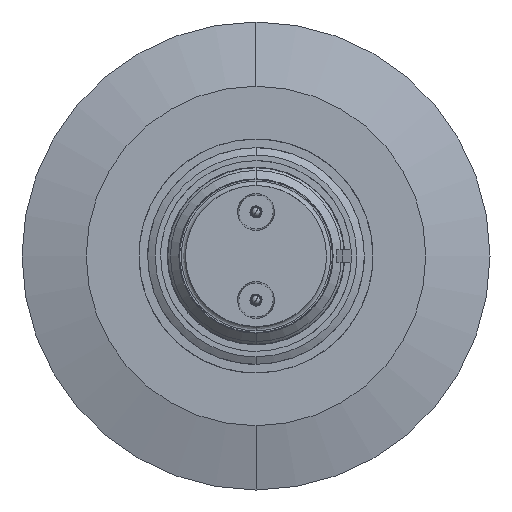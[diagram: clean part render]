
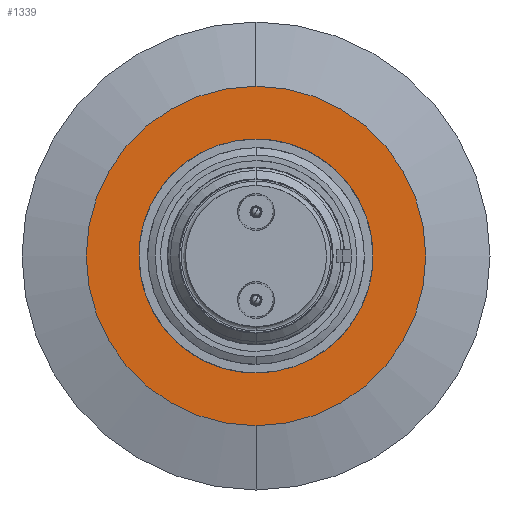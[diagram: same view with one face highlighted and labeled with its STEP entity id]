
A CAD part, front view. The second image highlights one B-rep face of the part: STEP entity #1339.
In plain terms, the highlighted planar face has unit normal (0, -1, 0).
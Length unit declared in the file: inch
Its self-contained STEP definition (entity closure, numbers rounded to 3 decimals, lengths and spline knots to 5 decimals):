
#1339 = ADVANCED_FACE ( 'NONE', ( #8664, #8665 ), #8666, .F. ) ;
#2555 = CARTESIAN_POINT ( 'NONE',  ( -0.96553, 0.66832, 0.20278 ) ) ;
#2861 = AXIS2_PLACEMENT_3D ( 'NONE', #10379, #10380, #10381 ) ;
#2863 = CIRCLE ( 'NONE', #2861, 0.78394 ) ;
#2984 = AXIS2_PLACEMENT_3D ( 'NONE', #9485, #9486, #9487 ) ;
#2991 = CIRCLE ( 'NONE', #2984, 0.78394 ) ;
#3375 = AXIS2_PLACEMENT_3D ( 'NONE', #11427, #11428, #11429 ) ;
#3407 = CIRCLE ( 'NONE', #3485, 0.3735 ) ;
#3431 = CIRCLE ( 'NONE', #3375, 0.3735 ) ;
#3480 = AXIS2_PLACEMENT_3D ( 'NONE', #8660, #8668, #8669 ) ;
#3485 = AXIS2_PLACEMENT_3D ( 'NONE', #11434, #11435, #11436 ) ;
#4609 = EDGE_LOOP ( 'NONE', ( #6997, #6998 ) ) ;
#4702 = EDGE_LOOP ( 'NONE', ( #6999, #7000 ) ) ;
#5632 = EDGE_CURVE ( 'NONE', #8403, #8392, #3431, .T. ) ;
#5635 = EDGE_CURVE ( 'NONE', #8392, #8403, #3407, .T. ) ;
#6065 = VERTEX_POINT ( 'NONE', #2555 ) ;
#6997 = ORIENTED_EDGE ( 'NONE', *, *, #5632, .F. ) ;
#6998 = ORIENTED_EDGE ( 'NONE', *, *, #5635, .F. ) ;
#6999 = ORIENTED_EDGE ( 'NONE', *, *, #9223, .F. ) ;
#7000 = ORIENTED_EDGE ( 'NONE', *, *, #9356, .F. ) ;
#7853 = VERTEX_POINT ( 'NONE', #10809 ) ;
#8392 = VERTEX_POINT ( 'NONE', #10894 ) ;
#8403 = VERTEX_POINT ( 'NONE', #10908 ) ;
#8660 = CARTESIAN_POINT ( 'NONE',  ( -0.96553, 0.66832, 0.98672 ) ) ;
#8664 = FACE_BOUND ( 'NONE', #4609, .T. ) ;
#8665 = FACE_OUTER_BOUND ( 'NONE', #4702, .T. ) ;
#8666 = PLANE ( 'NONE',  #3480 ) ;
#8668 = DIRECTION ( 'NONE',  ( 0., 1., 0. ) ) ;
#8669 = DIRECTION ( 'NONE',  ( -1., 0., 0. ) ) ;
#9223 = EDGE_CURVE ( 'NONE', #7853, #6065, #2991, .T. ) ;
#9356 = EDGE_CURVE ( 'NONE', #6065, #7853, #2863, .T. ) ;
#9485 = CARTESIAN_POINT ( 'NONE',  ( -0.96553, 0.66832, 0.98672 ) ) ;
#9486 = DIRECTION ( 'NONE',  ( 0., 1., 0. ) ) ;
#9487 = DIRECTION ( 'NONE',  ( 0., 0., 1. ) ) ;
#10379 = CARTESIAN_POINT ( 'NONE',  ( -0.96553, 0.66832, 0.98672 ) ) ;
#10380 = DIRECTION ( 'NONE',  ( 0., 1., 0. ) ) ;
#10381 = DIRECTION ( 'NONE',  ( 0., 0., 1. ) ) ;
#10809 = CARTESIAN_POINT ( 'NONE',  ( -0.96553, 0.66832, 1.77065 ) ) ;
#10894 = CARTESIAN_POINT ( 'NONE',  ( -0.96553, 0.66832, 1.36022 ) ) ;
#10908 = CARTESIAN_POINT ( 'NONE',  ( -0.96553, 0.66832, 0.61322 ) ) ;
#11427 = CARTESIAN_POINT ( 'NONE',  ( -0.96553, 0.66832, 0.98672 ) ) ;
#11428 = DIRECTION ( 'NONE',  ( 0., -1., 0. ) ) ;
#11429 = DIRECTION ( 'NONE',  ( 0., 0., 1. ) ) ;
#11434 = CARTESIAN_POINT ( 'NONE',  ( -0.96553, 0.66832, 0.98672 ) ) ;
#11435 = DIRECTION ( 'NONE',  ( 0., -1., 0. ) ) ;
#11436 = DIRECTION ( 'NONE',  ( 0., 0., 1. ) ) ;
